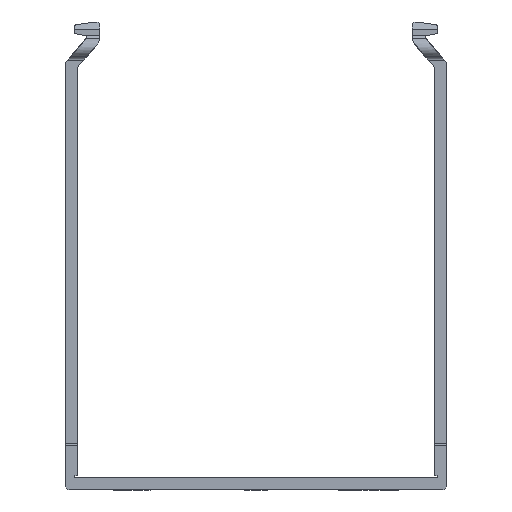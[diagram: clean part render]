
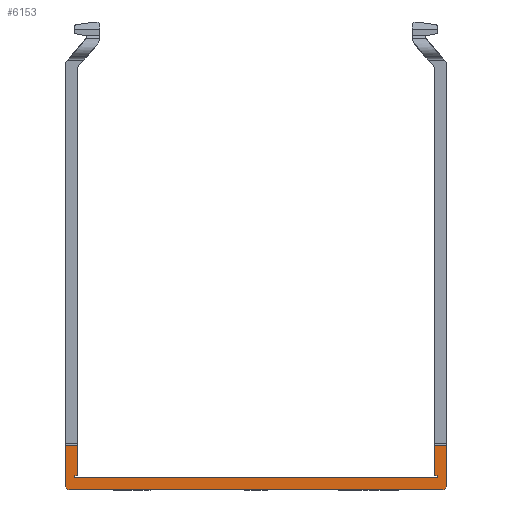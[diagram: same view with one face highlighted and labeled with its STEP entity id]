
A CAD part, left-side view. The second image highlights one B-rep face of the part: STEP entity #6153.
In plain terms, the highlighted planar face has unit normal (-1, 0, 0).
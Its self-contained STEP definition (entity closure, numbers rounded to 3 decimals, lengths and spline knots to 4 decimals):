
#6153=ADVANCED_FACE('',(#13563),#10884,.F.);
#10884=PLANE('',#97750);
#13563=FACE_OUTER_BOUND('',#18401,.T.);
#18401=EDGE_LOOP('',(#44348,#44349,#44350,#44351,#44352,#44353,#44354,#44355,
#44356,#44357,#44358,#44359,#44360,#44361));
#23403=LINE('',#135425,#32513);
#23491=LINE('',#135722,#32601);
#24250=LINE('',#138622,#33360);
#24343=LINE('',#138929,#33453);
#24842=LINE('',#141040,#33952);
#24843=LINE('',#141043,#33953);
#24844=LINE('',#141046,#33954);
#24845=LINE('',#141047,#33955);
#24846=LINE('',#141049,#33956);
#24847=LINE('',#141051,#33957);
#24848=LINE('',#141053,#33958);
#24849=LINE('',#141055,#33959);
#32513=VECTOR('',#106718,1.);
#32601=VECTOR('',#106922,1.);
#33360=VECTOR('',#108785,1.);
#33453=VECTOR('',#108996,1.);
#33952=VECTOR('',#110333,1.);
#33953=VECTOR('',#110336,1.);
#33954=VECTOR('',#110339,1.);
#33955=VECTOR('',#110340,1.);
#33956=VECTOR('',#110341,1.);
#33957=VECTOR('',#110342,1.);
#33958=VECTOR('',#110343,1.);
#33959=VECTOR('',#110344,1.);
#44348=ORIENTED_EDGE('',*,*,#82838,.F.);
#44349=ORIENTED_EDGE('',*,*,#80456,.T.);
#44350=ORIENTED_EDGE('',*,*,#82839,.F.);
#44351=ORIENTED_EDGE('',*,*,#82840,.T.);
#44352=ORIENTED_EDGE('',*,*,#82841,.F.);
#44353=ORIENTED_EDGE('',*,*,#81985,.F.);
#44354=ORIENTED_EDGE('',*,*,#82842,.F.);
#44355=ORIENTED_EDGE('',*,*,#81841,.T.);
#44356=ORIENTED_EDGE('',*,*,#82843,.T.);
#44357=ORIENTED_EDGE('',*,*,#82844,.T.);
#44358=ORIENTED_EDGE('',*,*,#82845,.F.);
#44359=ORIENTED_EDGE('',*,*,#82846,.F.);
#44360=ORIENTED_EDGE('',*,*,#82847,.F.);
#44361=ORIENTED_EDGE('',*,*,#80595,.F.);
#70780=VERTEX_POINT('',#135424);
#70781=VERTEX_POINT('',#135426);
#70911=VERTEX_POINT('',#135721);
#70912=VERTEX_POINT('',#135723);
#72058=VERTEX_POINT('',#138621);
#72059=VERTEX_POINT('',#138623);
#72193=VERTEX_POINT('',#138928);
#72194=VERTEX_POINT('',#138930);
#72948=VERTEX_POINT('',#141042);
#72949=VERTEX_POINT('',#141044);
#72950=VERTEX_POINT('',#141048);
#72951=VERTEX_POINT('',#141050);
#72952=VERTEX_POINT('',#141052);
#72953=VERTEX_POINT('',#141054);
#80456=EDGE_CURVE('',#70781,#70780,#23403,.T.);
#80595=EDGE_CURVE('',#70911,#70912,#23491,.T.);
#81841=EDGE_CURVE('',#72059,#72058,#24250,.T.);
#81985=EDGE_CURVE('',#72193,#72194,#24343,.T.);
#82838=EDGE_CURVE('',#70781,#70911,#24842,.T.);
#82839=EDGE_CURVE('',#72948,#70780,#95284,.T.);
#82840=EDGE_CURVE('',#72948,#72949,#24843,.T.);
#82841=EDGE_CURVE('',#72194,#72949,#95285,.T.);
#82842=EDGE_CURVE('',#72059,#72193,#24844,.T.);
#82843=EDGE_CURVE('',#72058,#72950,#24845,.T.);
#82844=EDGE_CURVE('',#72950,#72951,#24846,.T.);
#82845=EDGE_CURVE('',#72952,#72951,#24847,.T.);
#82846=EDGE_CURVE('',#72953,#72952,#24848,.T.);
#82847=EDGE_CURVE('',#70912,#72953,#24849,.T.);
#95284=CIRCLE('',#97748,0.03);
#95285=CIRCLE('',#97749,0.03);
#97748=AXIS2_PLACEMENT_3D('',#141041,#110334,#110335);
#97749=AXIS2_PLACEMENT_3D('',#141045,#110337,#110338);
#97750=AXIS2_PLACEMENT_3D('',#141056,#110345,#110346);
#106718=DIRECTION('',(0.,0.,-1.));
#106922=DIRECTION('',(0.,0.,-1.));
#108785=DIRECTION('',(0.,0.,-1.));
#108996=DIRECTION('',(0.,0.,-1.));
#110333=DIRECTION('',(0.,-1.,0.));
#110334=DIRECTION('',(1.,0.,0.));
#110335=DIRECTION('',(0.,1.,0.));
#110336=DIRECTION('',(0.,-1.,0.));
#110337=DIRECTION('',(1.,0.,0.));
#110338=DIRECTION('',(0.,1.,0.));
#110339=DIRECTION('',(0.,-1.,0.));
#110340=DIRECTION('',(0.,-0.999,0.039));
#110341=DIRECTION('',(0.,0.,-1.));
#110342=DIRECTION('',(0.,-1.,0.));
#110343=DIRECTION('',(0.,0.,-1.));
#110344=DIRECTION('',(0.,0.999,0.039));
#110345=DIRECTION('',(1.,0.,0.));
#110346=DIRECTION('',(0.,0.,-1.));
#135424=CARTESIAN_POINT('',(0.,1.6296,0.03));
#135425=CARTESIAN_POINT('',(0.,1.6299,3.6538));
#135426=CARTESIAN_POINT('',(0.,1.6297,0.3846));
#135721=CARTESIAN_POINT('',(0.,1.5261,0.3846));
#135722=CARTESIAN_POINT('',(0.,1.5263,3.6138));
#135723=CARTESIAN_POINT('',(0.,1.5261,0.1212));
#138621=CARTESIAN_POINT('',(0.,-1.5261,0.1212));
#138622=CARTESIAN_POINT('',(0.,-1.5263,3.6138));
#138623=CARTESIAN_POINT('',(0.,-1.5261,0.3846));
#138928=CARTESIAN_POINT('',(0.,-1.6297,0.3846));
#138929=CARTESIAN_POINT('',(0.,-1.6299,3.6538));
#138930=CARTESIAN_POINT('',(0.,-1.6296,0.03));
#141040=CARTESIAN_POINT('',(0.,-1.5996,0.3848));
#141041=CARTESIAN_POINT('',(0.,1.5996,0.03));
#141042=CARTESIAN_POINT('',(0.,1.5996,0.));
#141043=CARTESIAN_POINT('',(0.,1.5996,0.));
#141044=CARTESIAN_POINT('',(0.,-1.5996,0.));
#141045=CARTESIAN_POINT('',(0.,-1.5996,0.03));
#141046=CARTESIAN_POINT('',(0.,-1.5997,0.3846));
#141047=CARTESIAN_POINT('',(0.,-1.5261,0.1212));
#141048=CARTESIAN_POINT('',(0.,-1.5511,0.1222));
#141049=CARTESIAN_POINT('',(0.,-1.5511,0.1222));
#141050=CARTESIAN_POINT('',(0.,-1.5511,0.105));
#141051=CARTESIAN_POINT('',(0.,1.5511,0.105));
#141052=CARTESIAN_POINT('',(0.,1.5511,0.105));
#141053=CARTESIAN_POINT('',(0.,1.5511,0.1222));
#141054=CARTESIAN_POINT('',(0.,1.5511,0.1222));
#141055=CARTESIAN_POINT('',(0.,1.5261,0.1212));
#141056=CARTESIAN_POINT('',(0.,-1.5996,0.03));
